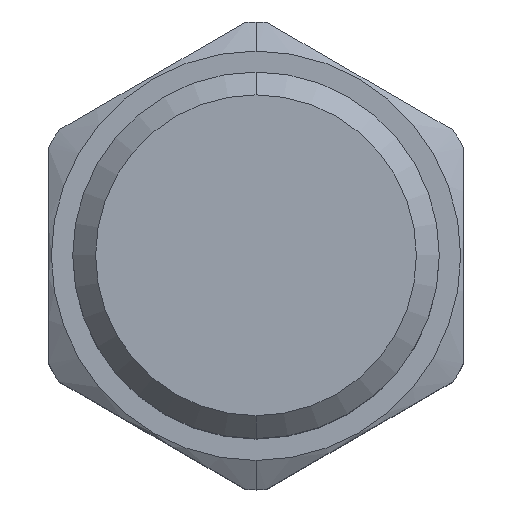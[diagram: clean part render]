
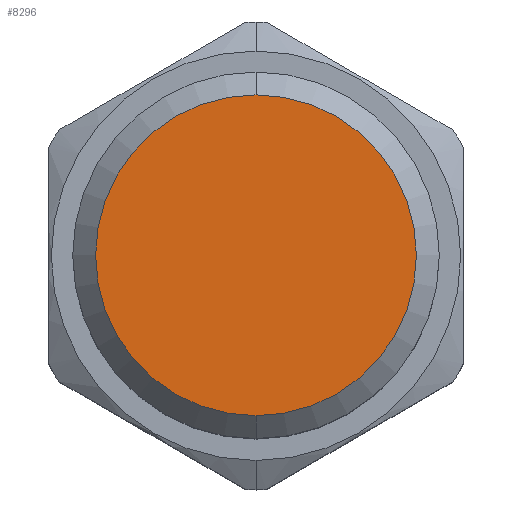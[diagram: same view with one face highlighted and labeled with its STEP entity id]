
A CAD part, top view. The second image highlights one B-rep face of the part: STEP entity #8296.
In plain terms, the highlighted planar face has unit normal (0, 0, 1).
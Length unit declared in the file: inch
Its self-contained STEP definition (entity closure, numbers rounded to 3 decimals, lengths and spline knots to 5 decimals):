
#3340=CARTESIAN_POINT('',(0.,0.,5.2495));
#3341=DIRECTION('',(0.,0.,1.));
#3342=DIRECTION('',(0.,-1.,0.));
#3343=AXIS2_PLACEMENT_3D('',#3340,#3341,#3342);
#3358=CARTESIAN_POINT('',(0.,0.,5.2495));
#3359=DIRECTION('',(0.,0.,1.));
#3360=DIRECTION('',(0.,1.,0.));
#3361=AXIS2_PLACEMENT_3D('',#3358,#3359,#3360);
#4989=CARTESIAN_POINT('',(0.,0.435,5.2495));
#4990=CARTESIAN_POINT('',(0.,-0.435,5.2495));
#4991=VERTEX_POINT('',#4989);
#4992=VERTEX_POINT('',#4990);
#8286=CARTESIAN_POINT('',(0.,0.,5.2495));
#8287=DIRECTION('',(0.,0.,1.));
#8288=DIRECTION('',(0.,1.,0.));
#8289=AXIS2_PLACEMENT_3D('',#8286,#8287,#8288);
#8290=PLANE('',#8289);
#8291=ORIENTED_EDGE('',*,*,#8276,.F.);
#8293=ORIENTED_EDGE('',*,*,#8292,.F.);
#8294=EDGE_LOOP('',(#8291,#8293));
#8295=FACE_OUTER_BOUND('',#8294,.F.);
#8296=ADVANCED_FACE('',(#8295),#8290,.T.);
#3344=CIRCLE('',#3343,0.435);
#3362=CIRCLE('',#3361,0.435);
#8276=EDGE_CURVE('',#4992,#4991,#3344,.T.);
#8292=EDGE_CURVE('',#4991,#4992,#3362,.T.);
